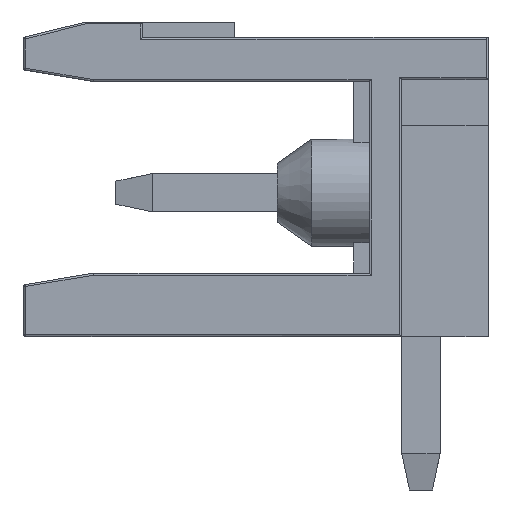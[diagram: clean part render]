
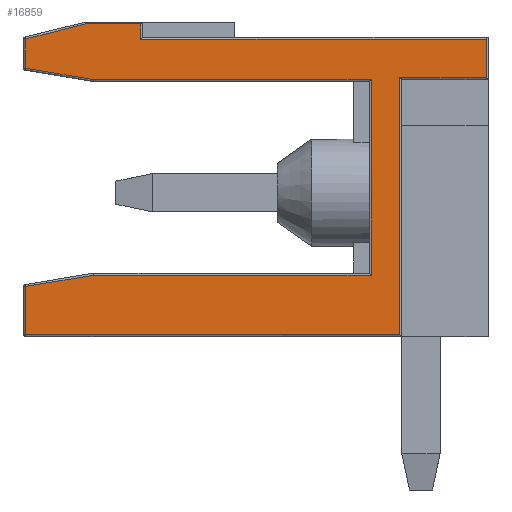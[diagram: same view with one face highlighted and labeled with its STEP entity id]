
A CAD part, left-side view. The second image highlights one B-rep face of the part: STEP entity #16859.
In plain terms, the highlighted planar face has unit normal (-1, 0, 0).
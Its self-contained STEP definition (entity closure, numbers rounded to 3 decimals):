
#660 = ORIENTED_EDGE ( 'NONE', *, *, #29761, .T. ) ;
#976 = DIRECTION ( 'NONE',  ( 0., 0., -1. ) ) ;
#1011 = CARTESIAN_POINT ( 'NONE',  ( 0., 12.092, 1.299 ) ) ;
#1246 = VERTEX_POINT ( 'NONE', #27168 ) ;
#1285 = DIRECTION ( 'NONE',  ( 0., 0., -1. ) ) ;
#1329 = CARTESIAN_POINT ( 'NONE',  ( 0., 12.1, 0.05 ) ) ;
#1454 = CARTESIAN_POINT ( 'NONE',  ( 0., 12.05, 7.761 ) ) ;
#1551 = DIRECTION ( 'NONE',  ( 0., -1., 0. ) ) ;
#1625 = DIRECTION ( 'NONE',  ( 0., 0., 1. ) ) ;
#2107 = CARTESIAN_POINT ( 'NONE',  ( 0., 9., 7.75 ) ) ;
#2112 = ORIENTED_EDGE ( 'NONE', *, *, #13622, .T. ) ;
#2259 = VECTOR ( 'NONE', #24022, 1000. ) ;
#2313 = DIRECTION ( 'NONE',  ( 0., 1., 0. ) ) ;
#2371 = CARTESIAN_POINT ( 'NONE',  ( 0., 12.1, 8.2 ) ) ;
#2469 = VERTEX_POINT ( 'NONE', #12512 ) ;
#3594 = VECTOR ( 'NONE', #33887, 1000. ) ;
#3634 = ORIENTED_EDGE ( 'NONE', *, *, #8763, .T. ) ;
#3775 = EDGE_CURVE ( 'NONE', #21703, #37714, #26764, .T. ) ;
#4506 = VERTEX_POINT ( 'NONE', #29792 ) ;
#4742 = DIRECTION ( 'NONE',  ( 0., 0.97, -0.243 ) ) ;
#4828 = VECTOR ( 'NONE', #2313, 1000. ) ;
#5041 = VERTEX_POINT ( 'NONE', #28270 ) ;
#5567 = DIRECTION ( 'NONE',  ( 0., 0., -1. ) ) ;
#6819 = CARTESIAN_POINT ( 'NONE',  ( 0., 2.3, 6.7 ) ) ;
#6964 = LINE ( 'NONE', #27468, #13233 ) ;
#7625 = EDGE_CURVE ( 'NONE', #5041, #4506, #39443, .T. ) ;
#7637 = DIRECTION ( 'NONE',  ( 0., -1., 0. ) ) ;
#8121 = EDGE_CURVE ( 'NONE', #14054, #12662, #11283, .T. ) ;
#8541 = CARTESIAN_POINT ( 'NONE',  ( 0., 10.296, 1.6 ) ) ;
#8763 = EDGE_CURVE ( 'NONE', #36859, #5041, #13963, .T. ) ;
#9310 = CARTESIAN_POINT ( 'NONE',  ( 0., 12.05, 0.05 ) ) ;
#9834 = EDGE_CURVE ( 'NONE', #36091, #21703, #14651, .T. ) ;
#10243 = VECTOR ( 'NONE', #1625, 1000. ) ;
#10259 = VECTOR ( 'NONE', #34471, 1000. ) ;
#10305 = CARTESIAN_POINT ( 'NONE',  ( 0., 3.05, 1.65 ) ) ;
#11283 = LINE ( 'NONE', #36822, #2259 ) ;
#11430 = ORIENTED_EDGE ( 'NONE', *, *, #7625, .T. ) ;
#11620 = EDGE_LOOP ( 'NONE', ( #41354, #40842, #2112, #17910, #3634, #11430, #660, #23272, #29833, #31749, #15394, #32241, #25176, #22694, #37825 ) ) ;
#11900 = DIRECTION ( 'NONE',  ( 0., 1., 0. ) ) ;
#12115 = VECTOR ( 'NONE', #30454, 1000. ) ;
#12512 = CARTESIAN_POINT ( 'NONE',  ( 0., 10.494, 8.15 ) ) ;
#12662 = VERTEX_POINT ( 'NONE', #40956 ) ;
#13091 = EDGE_CURVE ( 'NONE', #19756, #36091, #22754, .T. ) ;
#13233 = VECTOR ( 'NONE', #4742, 1000. ) ;
#13622 = EDGE_CURVE ( 'NONE', #41297, #25168, #40906, .T. ) ;
#13963 = LINE ( 'NONE', #33735, #30602 ) ;
#14054 = VERTEX_POINT ( 'NONE', #39440 ) ;
#14379 = CARTESIAN_POINT ( 'NONE',  ( 0., 12.05, 6.994 ) ) ;
#14651 = LINE ( 'NONE', #1329, #26948 ) ;
#15394 = ORIENTED_EDGE ( 'NONE', *, *, #3775, .T. ) ;
#15485 = FACE_OUTER_BOUND ( 'NONE', #11620, .T. ) ;
#15597 = VECTOR ( 'NONE', #1285, 1000. ) ;
#15687 = CARTESIAN_POINT ( 'NONE',  ( 0., 0.05, 7.75 ) ) ;
#15934 = VERTEX_POINT ( 'NONE', #15687 ) ;
#16859 = ADVANCED_FACE ( 'NONE', ( #15485 ), #24852, .F. ) ;
#17072 = CARTESIAN_POINT ( 'NONE',  ( 0., 0., 6.75 ) ) ;
#17547 = EDGE_CURVE ( 'NONE', #39808, #19756, #20878, .T. ) ;
#17761 = CARTESIAN_POINT ( 'NONE',  ( 0., 2.3, 6.75 ) ) ;
#17910 = ORIENTED_EDGE ( 'NONE', *, *, #38116, .T. ) ;
#18151 = VECTOR ( 'NONE', #11900, 1000. ) ;
#19737 = CARTESIAN_POINT ( 'NONE',  ( 0., 12.05, 8.2 ) ) ;
#19741 = VECTOR ( 'NONE', #976, 1000. ) ;
#19756 = VERTEX_POINT ( 'NONE', #34176 ) ;
#19972 = EDGE_CURVE ( 'NONE', #2469, #41297, #6964, .T. ) ;
#20652 = LINE ( 'NONE', #17072, #12115 ) ;
#20669 = LINE ( 'NONE', #30901, #10243 ) ;
#20878 = LINE ( 'NONE', #1011, #3594 ) ;
#21217 = CARTESIAN_POINT ( 'NONE',  ( 0., 12.1, 8.15 ) ) ;
#21395 = DIRECTION ( 'NONE',  ( 0., 1., 0. ) ) ;
#21406 = EDGE_CURVE ( 'NONE', #15934, #14054, #31175, .T. ) ;
#21655 = DIRECTION ( 'NONE',  ( 0., -0.986, -0.165 ) ) ;
#21703 = VERTEX_POINT ( 'NONE', #37966 ) ;
#22694 = ORIENTED_EDGE ( 'NONE', *, *, #21406, .T. ) ;
#22706 = CARTESIAN_POINT ( 'NONE',  ( 0., 10.296, 6.7 ) ) ;
#22754 = LINE ( 'NONE', #19737, #15597 ) ;
#23272 = ORIENTED_EDGE ( 'NONE', *, *, #17547, .T. ) ;
#24022 = DIRECTION ( 'NONE',  ( 0., 0., 1. ) ) ;
#24472 = EDGE_CURVE ( 'NONE', #37714, #1246, #20652, .T. ) ;
#24852 = PLANE ( 'NONE',  #25232 ) ;
#25168 = VERTEX_POINT ( 'NONE', #14379 ) ;
#25176 = ORIENTED_EDGE ( 'NONE', *, *, #32580, .T. ) ;
#25232 = AXIS2_PLACEMENT_3D ( 'NONE', #2371, #40859, #5567 ) ;
#26764 = LINE ( 'NONE', #6819, #27753 ) ;
#26948 = VECTOR ( 'NONE', #1551, 1000. ) ;
#27168 = CARTESIAN_POINT ( 'NONE',  ( 0., 0.05, 6.75 ) ) ;
#27177 = EDGE_CURVE ( 'NONE', #12662, #2469, #41067, .T. ) ;
#27468 = CARTESIAN_POINT ( 'NONE',  ( 0., 12.088, 7.751 ) ) ;
#27753 = VECTOR ( 'NONE', #29729, 1000. ) ;
#27881 = CARTESIAN_POINT ( 'NONE',  ( 0., 12.05, 8.2 ) ) ;
#28270 = CARTESIAN_POINT ( 'NONE',  ( 0., 3.05, 6.7 ) ) ;
#29729 = DIRECTION ( 'NONE',  ( 0., 0., 1. ) ) ;
#29761 = EDGE_CURVE ( 'NONE', #4506, #39808, #41653, .T. ) ;
#29792 = CARTESIAN_POINT ( 'NONE',  ( 0., 3.05, 1.6 ) ) ;
#29833 = ORIENTED_EDGE ( 'NONE', *, *, #13091, .T. ) ;
#30454 = DIRECTION ( 'NONE',  ( 0., -1., 0. ) ) ;
#30602 = VECTOR ( 'NONE', #7637, 1000. ) ;
#30901 = CARTESIAN_POINT ( 'NONE',  ( 0., 0.05, 7.8 ) ) ;
#31175 = LINE ( 'NONE', #2107, #41785 ) ;
#31749 = ORIENTED_EDGE ( 'NONE', *, *, #9834, .T. ) ;
#32241 = ORIENTED_EDGE ( 'NONE', *, *, #24472, .T. ) ;
#32580 = EDGE_CURVE ( 'NONE', #1246, #15934, #20669, .T. ) ;
#32767 = VECTOR ( 'NONE', #21655, 1000. ) ;
#33735 = CARTESIAN_POINT ( 'NONE',  ( 0., 3.1, 6.7 ) ) ;
#33887 = DIRECTION ( 'NONE',  ( 0., 0.986, -0.165 ) ) ;
#34176 = CARTESIAN_POINT ( 'NONE',  ( 0., 12.05, 1.306 ) ) ;
#34471 = DIRECTION ( 'NONE',  ( 0., 0., -1. ) ) ;
#35227 = CARTESIAN_POINT ( 'NONE',  ( 0., 10.3, 1.6 ) ) ;
#36091 = VERTEX_POINT ( 'NONE', #9310 ) ;
#36822 = CARTESIAN_POINT ( 'NONE',  ( 0., 9.05, 8.2 ) ) ;
#36859 = VERTEX_POINT ( 'NONE', #22706 ) ;
#37714 = VERTEX_POINT ( 'NONE', #17761 ) ;
#37825 = ORIENTED_EDGE ( 'NONE', *, *, #8121, .T. ) ;
#37966 = CARTESIAN_POINT ( 'NONE',  ( 0., 2.3, 0.05 ) ) ;
#38116 = EDGE_CURVE ( 'NONE', #25168, #36859, #40856, .T. ) ;
#39440 = CARTESIAN_POINT ( 'NONE',  ( 0., 9.05, 7.75 ) ) ;
#39443 = LINE ( 'NONE', #10305, #19741 ) ;
#39808 = VERTEX_POINT ( 'NONE', #8541 ) ;
#40420 = CARTESIAN_POINT ( 'NONE',  ( 0., 10.292, 6.699 ) ) ;
#40842 = ORIENTED_EDGE ( 'NONE', *, *, #19972, .T. ) ;
#40856 = LINE ( 'NONE', #40420, #32767 ) ;
#40859 = DIRECTION ( 'NONE',  ( 1., 0., 0. ) ) ;
#40906 = LINE ( 'NONE', #27881, #10259 ) ;
#40956 = CARTESIAN_POINT ( 'NONE',  ( 0., 9.05, 8.15 ) ) ;
#41067 = LINE ( 'NONE', #21217, #18151 ) ;
#41297 = VERTEX_POINT ( 'NONE', #1454 ) ;
#41354 = ORIENTED_EDGE ( 'NONE', *, *, #27177, .T. ) ;
#41653 = LINE ( 'NONE', #35227, #4828 ) ;
#41785 = VECTOR ( 'NONE', #21395, 1000. ) ;
